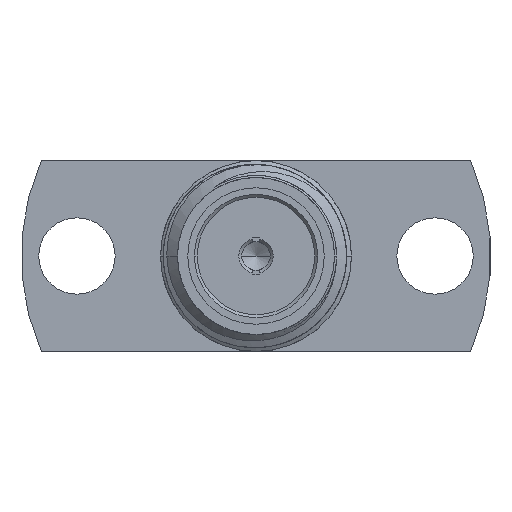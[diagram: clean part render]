
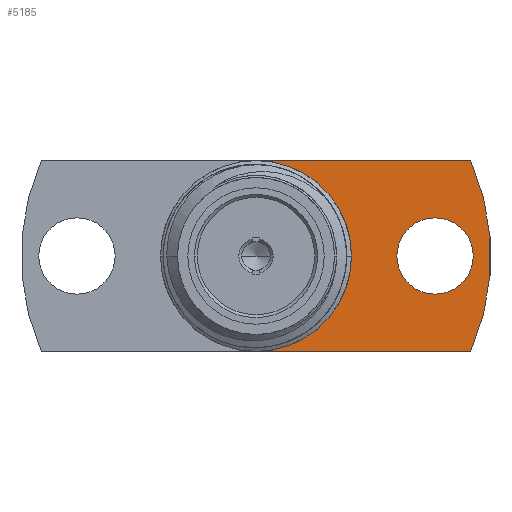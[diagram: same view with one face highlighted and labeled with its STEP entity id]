
A CAD part, left-side view. The second image highlights one B-rep face of the part: STEP entity #5185.
In plain terms, the highlighted planar face has unit normal (-1, 0, 0).
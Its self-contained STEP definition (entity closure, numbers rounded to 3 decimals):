
#1955=CARTESIAN_POINT('',(11.75,0.,0.));
#1956=DIRECTION('',(1.,0.,0.));
#1957=DIRECTION('',(0.,-0.854,-0.521));
#1958=AXIS2_PLACEMENT_3D('',#1955,#1956,#1957);
#1996=DIRECTION('',(0.,-1.,0.));
#1997=VECTOR('',#1996,7.31);
#1998=CARTESIAN_POINT('',(11.75,0.,3.25));
#1999=LINE('',#1998,#1997);
#2000=DIRECTION('',(0.,1.,0.));
#2001=VECTOR('',#2000,7.31);
#2002=CARTESIAN_POINT('',(11.75,-7.31,-3.25));
#2003=LINE('',#2002,#2001);
#2004=CARTESIAN_POINT('',(11.75,-6.1,0.));
#2005=DIRECTION('',(-1.,0.,0.));
#2006=DIRECTION('',(0.,0.,-1.));
#2007=AXIS2_PLACEMENT_3D('',#2004,#2005,#2006);
#2009=CARTESIAN_POINT('',(11.75,-6.1,0.));
#2010=DIRECTION('',(-1.,0.,0.));
#2011=DIRECTION('',(0.,0.,1.));
#2012=AXIS2_PLACEMENT_3D('',#2009,#2010,#2011);
#2019=CARTESIAN_POINT('',(11.75,0.,0.));
#2020=DIRECTION('',(1.,0.,0.));
#2021=DIRECTION('',(0.,0.,1.));
#2022=AXIS2_PLACEMENT_3D('',#2019,#2020,#2021);
#2082=CARTESIAN_POINT('',(11.75,0.,0.));
#2083=DIRECTION('',(-1.,0.,0.));
#2084=DIRECTION('',(0.,-0.914,-0.406));
#2085=AXIS2_PLACEMENT_3D('',#2082,#2083,#2084);
#2691=DIRECTION('',(0.,0.,1.));
#2692=VECTOR('',#2691,3.383);
#2693=CARTESIAN_POINT('',(11.75,-2.775,-1.692));
#2694=LINE('',#2693,#2692);
#2969=CARTESIAN_POINT('',(11.75,-6.1,-1.3));
#2970=CARTESIAN_POINT('',(11.75,-6.1,1.3));
#2971=VERTEX_POINT('',#2969);
#2972=VERTEX_POINT('',#2970);
#2985=CARTESIAN_POINT('',(11.75,-7.31,3.25));
#2987=VERTEX_POINT('',#2985);
#2997=CARTESIAN_POINT('',(11.75,-7.31,-3.25));
#2999=VERTEX_POINT('',#2997);
#3006=CARTESIAN_POINT('',(11.75,0.,3.25));
#3008=VERTEX_POINT('',#3006);
#3009=CARTESIAN_POINT('',(11.75,-2.775,1.692));
#3010=VERTEX_POINT('',#3009);
#3011=CARTESIAN_POINT('',(11.75,-2.775,-1.692));
#3012=CARTESIAN_POINT('',(11.75,0.,-3.25));
#3013=VERTEX_POINT('',#3011);
#3014=VERTEX_POINT('',#3012);
#5161=CARTESIAN_POINT('',(11.75,0.,0.));
#5162=DIRECTION('',(-1.,0.,0.));
#5163=DIRECTION('',(0.,1.,0.));
#5164=AXIS2_PLACEMENT_3D('',#5161,#5162,#5163);
#5165=PLANE('',#5164);
#5167=ORIENTED_EDGE('',*,*,#5166,.F.);
#5169=ORIENTED_EDGE('',*,*,#5168,.T.);
#5171=ORIENTED_EDGE('',*,*,#5170,.F.);
#5173=ORIENTED_EDGE('',*,*,#5172,.T.);
#5174=ORIENTED_EDGE('',*,*,#5141,.F.);
#5176=ORIENTED_EDGE('',*,*,#5175,.T.);
#5177=EDGE_LOOP('',(#5167,#5169,#5171,#5173,#5174,#5176));
#5178=FACE_OUTER_BOUND('',#5177,.F.);
#5180=ORIENTED_EDGE('',*,*,#5179,.T.);
#5182=ORIENTED_EDGE('',*,*,#5181,.T.);
#5183=EDGE_LOOP('',(#5180,#5182));
#5184=FACE_BOUND('',#5183,.F.);
#5185=ADVANCED_FACE('',(#5178,#5184),#5165,.T.);
#1959=CIRCLE('',#1958,3.25);
#2008=CIRCLE('',#2007,1.3);
#2013=CIRCLE('',#2012,1.3);
#2023=CIRCLE('',#2022,3.25);
#2086=CIRCLE('',#2085,8.);
#5141=EDGE_CURVE('',#3013,#3014,#1959,.T.);
#5166=EDGE_CURVE('',#3008,#3010,#2023,.T.);
#5168=EDGE_CURVE('',#3008,#2987,#1999,.T.);
#5170=EDGE_CURVE('',#2999,#2987,#2086,.T.);
#5172=EDGE_CURVE('',#2999,#3014,#2003,.T.);
#5175=EDGE_CURVE('',#3013,#3010,#2694,.T.);
#5179=EDGE_CURVE('',#2971,#2972,#2008,.T.);
#5181=EDGE_CURVE('',#2972,#2971,#2013,.T.);
